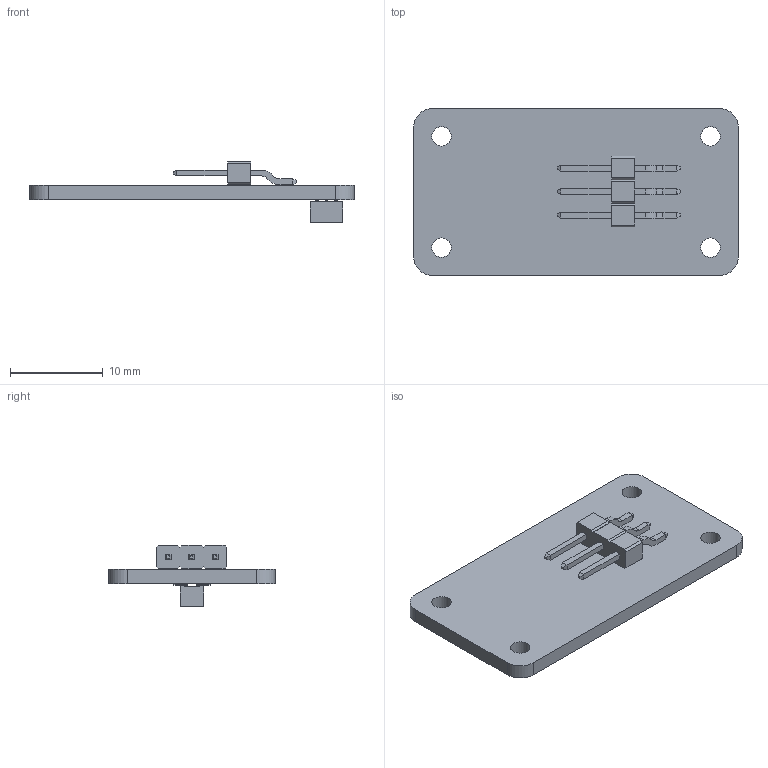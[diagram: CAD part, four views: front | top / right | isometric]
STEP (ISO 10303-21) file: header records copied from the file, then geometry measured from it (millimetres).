
FILE_DESCRIPTION(('KiCad electronic assembly'),'2;1');
FILE_NAME('passive.step','2021-06-28T09:32:28',('An Author'),( 'A Company'),'Open CASCADE STEP processor 7.5', 'KiCad to STEP converter','Unknown');
FILE_SCHEMA(('AUTOMOTIVE_DESIGN { 1 0 10303 214 1 1 1 1 }'));
Length unit declared in the file: millimetre
Products named in the file (6): Open CASCADE STEP translator 7.5 1; 1x3p_2.54mm_male_hdr; COMPOUND; PinSocket_2x03_P1.00mm_Vertical_SMD; SOLID
Assembly tree (5 placements, depth 3):
  Open CASCADE STEP translator 7.5 1
    1x3p_2.54mm_male_hdr
      COMPOUND
    PinSocket_2x03_P1.00mm_Vertical_SMD
      SOLID
    COMPOUND
Bounding box: 35 x 18 x 6.6 mm (x, y, z)
Volume: 1058.9 mm3; surface area: 1706.3 mm2
Topology: 6 solids, 6 shells, 334 faces, 840 edges, 536 vertices
Faces by surface type: plane 296, cylinder 38
Full cylindrical faces by diameter (mm): 2.1 x4
Entity records: 22555 total; most frequent: CARTESIAN_POINT 3660, DIRECTION 3238, LINE 2366, VECTOR 2366, ORIENTED_EDGE 1680, PCURVE 1680, DEFINITIONAL_REPRESENTATION 1680, EDGE_CURVE 840
